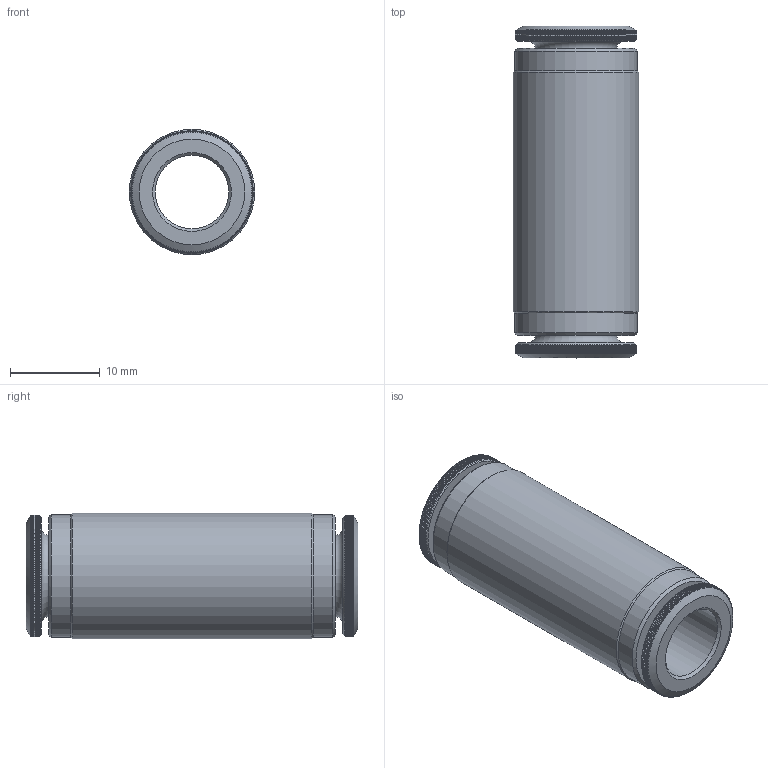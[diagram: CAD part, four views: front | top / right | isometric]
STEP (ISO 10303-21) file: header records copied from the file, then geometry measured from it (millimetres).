
FILE_DESCRIPTION(/* description */ (''),/* implementation_level */ '2;1');
FILE_NAME(/* name */ 'Schlauchverbinder_fuer_Schlauch_ad8mm_gerade_Messing_vernickelt_110191.stp',/* time_stamp */ '2019-10-02T09:33:15+02:00',/* author */ ('002210'),/* organization */ (''),/* preprocessor_version */ 'ST-DEVELOPER v17.2',/* originating_system */ 'Autodesk Inventor 2019',/* authorisation */ '');
FILE_SCHEMA (('AUTOMOTIVE_DESIGN { 1 0 10303 214 3 1 1 }'));
Length unit declared in the file: millimetre
Products named in the file (1): ansvb01a
Bounding box: 14 x 37 x 14 mm (x, y, z)
Volume: 3508.6 mm3; surface area: 3010.2 mm2
Topology: 1 solids, 1 shells, 1222 faces, 3656 edges, 2440 vertices
Faces by surface type: plane 806, cylinder 404, cone 10, torus 2
Full cylindrical faces by diameter (mm): 8.2 x1, 13.7 x2, 14 x1
Entity records: 39551 total; most frequent: CARTESIAN_POINT 10519, ORIENTED_EDGE 7312, DIRECTION 5344, EDGE_CURVE 3656, VERTEX_POINT 2440, AXIS2_PLACEMENT_3D 2065, EDGE_LOOP 1228, FACE_OUTER_BOUND 1222
